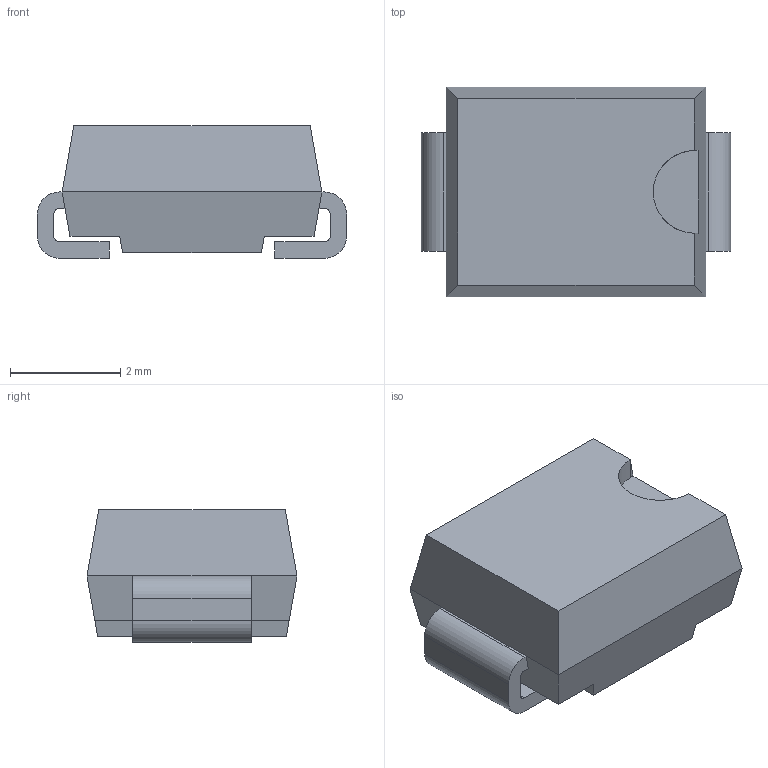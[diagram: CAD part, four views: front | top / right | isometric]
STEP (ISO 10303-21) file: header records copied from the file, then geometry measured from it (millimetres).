
FILE_DESCRIPTION((''),'2;1');
FILE_NAME('SMB.stp','2013-09-11T10:17:56',('yvshub'),(''),'Autodesk Inventor 2011','Autodesk Inventor 2011','');
FILE_SCHEMA(('AUTOMOTIVE_DESIGN { 1 0 10303 214 1 1 1 1 }'));
Length unit declared in the file: millimetre
Products named in the file (1): SMB
Bounding box: 5.6 x 3.8 x 2.4 mm (x, y, z)
Volume: 37.7 mm3; surface area: 87.6 mm2
Topology: 1 solids, 1 shells, 44 faces, 118 edges, 76 vertices
Faces by surface type: plane 35, cylinder 9
Entity records: 1424 total; most frequent: CARTESIAN_POINT 239, ORIENTED_EDGE 236, DIRECTION 228, EDGE_CURVE 118, VECTOR 98, LINE 98, VERTEX_POINT 76, AXIS2_PLACEMENT_3D 65
